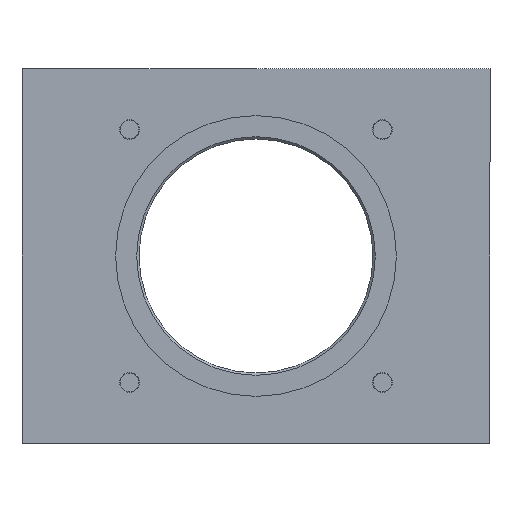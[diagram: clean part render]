
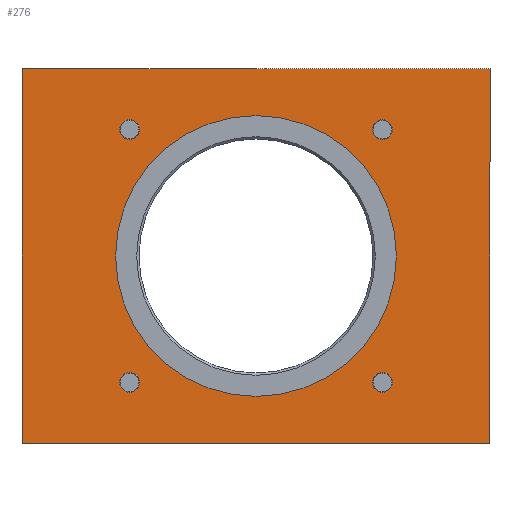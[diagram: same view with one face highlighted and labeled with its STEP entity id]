
A CAD part, front view. The second image highlights one B-rep face of the part: STEP entity #276.
In plain terms, the highlighted planar face has unit normal (0, -1, 0).
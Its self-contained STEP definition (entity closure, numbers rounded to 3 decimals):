
#112 = CARTESIAN_POINT ( 'NONE',  ( 6.987, -6.887, 100. ) ) ;
#168 = CARTESIAN_POINT ( 'NONE',  ( 6.987, -6.887, 70. ) ) ;
#176 = DIRECTION ( 'NONE',  ( 0., 0., 1. ) ) ;
#195 = VERTEX_POINT ( 'NONE', #1005 ) ;
#206 = EDGE_LOOP ( 'NONE', ( #4234, #3469 ) ) ;
#266 = FACE_BOUND ( 'NONE', #409, .T. ) ;
#276 = ADVANCED_FACE ( 'NONE', ( #3170, #2805, #2089, #2132, #3550, #266 ), #1716, .F. ) ;
#303 = CIRCLE ( 'NONE', #1595, 30. ) ;
#396 = ORIENTED_EDGE ( 'NONE', *, *, #3889, .T. ) ;
#403 = VERTEX_POINT ( 'NONE', #2992 ) ;
#409 = EDGE_LOOP ( 'NONE', ( #4140, #1863 ) ) ;
#446 = CIRCLE ( 'NONE', #3897, 2.1 ) ;
#465 = CARTESIAN_POINT ( 'NONE',  ( 33.987, -6.887, 129.1 ) ) ;
#472 = DIRECTION ( 'NONE',  ( 0., 0., 1. ) ) ;
#535 = CARTESIAN_POINT ( 'NONE',  ( -43.013, -6.887, 60. ) ) ;
#544 = CARTESIAN_POINT ( 'NONE',  ( -20.013, -6.887, 73. ) ) ;
#559 = DIRECTION ( 'NONE',  ( 0., 0., 1. ) ) ;
#668 = ORIENTED_EDGE ( 'NONE', *, *, #961, .T. ) ;
#678 = AXIS2_PLACEMENT_3D ( 'NONE', #1180, #4111, #472 ) ;
#749 = VERTEX_POINT ( 'NONE', #1602 ) ;
#750 = DIRECTION ( 'NONE',  ( 0., 1., 0. ) ) ;
#788 = DIRECTION ( 'NONE',  ( 1., 0., 0. ) ) ;
#921 = DIRECTION ( 'NONE',  ( 0., 1., 0. ) ) ;
#924 = EDGE_CURVE ( 'NONE', #403, #1614, #4416, .T. ) ;
#961 = EDGE_CURVE ( 'NONE', #195, #749, #1931, .T. ) ;
#1005 = CARTESIAN_POINT ( 'NONE',  ( -20.013, -6.887, 75.1 ) ) ;
#1044 = CIRCLE ( 'NONE', #1418, 2.1 ) ;
#1064 = AXIS2_PLACEMENT_3D ( 'NONE', #2144, #3229, #4697 ) ;
#1127 = LINE ( 'NONE', #1866, #2354 ) ;
#1180 = CARTESIAN_POINT ( 'NONE',  ( 33.987, -6.887, 73. ) ) ;
#1273 = VERTEX_POINT ( 'NONE', #2847 ) ;
#1335 = ORIENTED_EDGE ( 'NONE', *, *, #3860, .F. ) ;
#1418 = AXIS2_PLACEMENT_3D ( 'NONE', #544, #921, #2793 ) ;
#1470 = DIRECTION ( 'NONE',  ( -1., 0., 0. ) ) ;
#1487 = CARTESIAN_POINT ( 'NONE',  ( 33.987, -6.887, 75.1 ) ) ;
#1507 = VECTOR ( 'NONE', #788, 1000. ) ;
#1510 = AXIS2_PLACEMENT_3D ( 'NONE', #2373, #4171, #559 ) ;
#1528 = CIRCLE ( 'NONE', #4699, 2.1 ) ;
#1529 = EDGE_CURVE ( 'NONE', #4167, #2677, #4201, .T. ) ;
#1557 = CARTESIAN_POINT ( 'NONE',  ( 6.987, -6.887, 130. ) ) ;
#1562 = CARTESIAN_POINT ( 'NONE',  ( -20.013, -6.887, 127. ) ) ;
#1595 = AXIS2_PLACEMENT_3D ( 'NONE', #2958, #750, #2212 ) ;
#1602 = CARTESIAN_POINT ( 'NONE',  ( -20.013, -6.887, 70.9 ) ) ;
#1614 = VERTEX_POINT ( 'NONE', #2074 ) ;
#1650 = CARTESIAN_POINT ( 'NONE',  ( -20.013, -6.887, 127. ) ) ;
#1669 = CARTESIAN_POINT ( 'NONE',  ( -43.013, -6.887, 140. ) ) ;
#1716 = PLANE ( 'NONE',  #3331 ) ;
#1786 = CARTESIAN_POINT ( 'NONE',  ( -43.013, -6.887, 60. ) ) ;
#1795 = EDGE_CURVE ( 'NONE', #1801, #1273, #1904, .T. ) ;
#1801 = VERTEX_POINT ( 'NONE', #465 ) ;
#1856 = CARTESIAN_POINT ( 'NONE',  ( 33.987, -6.887, 70.9 ) ) ;
#1863 = ORIENTED_EDGE ( 'NONE', *, *, #2774, .T. ) ;
#1866 = CARTESIAN_POINT ( 'NONE',  ( 56.987, -6.887, 60. ) ) ;
#1878 = EDGE_CURVE ( 'NONE', #2111, #3956, #1127, .T. ) ;
#1904 = CIRCLE ( 'NONE', #1064, 2.1 ) ;
#1923 = EDGE_CURVE ( 'NONE', #2677, #4167, #446, .T. ) ;
#1931 = CIRCLE ( 'NONE', #4622, 2.1 ) ;
#2074 = CARTESIAN_POINT ( 'NONE',  ( -20.013, -6.887, 129.1 ) ) ;
#2089 = FACE_BOUND ( 'NONE', #3873, .T. ) ;
#2109 = DIRECTION ( 'NONE',  ( 0., 0., 1. ) ) ;
#2111 = VERTEX_POINT ( 'NONE', #4274 ) ;
#2124 = ORIENTED_EDGE ( 'NONE', *, *, #4082, .F. ) ;
#2132 = FACE_BOUND ( 'NONE', #2245, .T. ) ;
#2144 = CARTESIAN_POINT ( 'NONE',  ( 33.987, -6.887, 127. ) ) ;
#2189 = ORIENTED_EDGE ( 'NONE', *, *, #2864, .T. ) ;
#2212 = DIRECTION ( 'NONE',  ( 0., 0., 1. ) ) ;
#2245 = EDGE_LOOP ( 'NONE', ( #3957, #4603 ) ) ;
#2305 = CARTESIAN_POINT ( 'NONE',  ( 33.987, -6.887, 73. ) ) ;
#2342 = ORIENTED_EDGE ( 'NONE', *, *, #3778, .F. ) ;
#2354 = VECTOR ( 'NONE', #4485, 1000. ) ;
#2373 = CARTESIAN_POINT ( 'NONE',  ( 33.987, -6.887, 127. ) ) ;
#2379 = CARTESIAN_POINT ( 'NONE',  ( -20.013, -6.887, 73. ) ) ;
#2405 = DIRECTION ( 'NONE',  ( 0., 1., 0. ) ) ;
#2418 = CARTESIAN_POINT ( 'NONE',  ( -43.013, -6.887, 60. ) ) ;
#2474 = VERTEX_POINT ( 'NONE', #168 ) ;
#2661 = AXIS2_PLACEMENT_3D ( 'NONE', #1650, #4641, #176 ) ;
#2677 = VERTEX_POINT ( 'NONE', #1487 ) ;
#2731 = DIRECTION ( 'NONE',  ( 0., 0., 1. ) ) ;
#2736 = EDGE_LOOP ( 'NONE', ( #668, #2189 ) ) ;
#2752 = VERTEX_POINT ( 'NONE', #1557 ) ;
#2774 = EDGE_CURVE ( 'NONE', #2752, #2474, #3197, .T. ) ;
#2793 = DIRECTION ( 'NONE',  ( 0., 0., 1. ) ) ;
#2805 = FACE_BOUND ( 'NONE', #206, .T. ) ;
#2847 = CARTESIAN_POINT ( 'NONE',  ( 33.987, -6.887, 124.9 ) ) ;
#2854 = ORIENTED_EDGE ( 'NONE', *, *, #1878, .F. ) ;
#2864 = EDGE_CURVE ( 'NONE', #749, #195, #1044, .T. ) ;
#2958 = CARTESIAN_POINT ( 'NONE',  ( 6.987, -6.887, 100. ) ) ;
#2986 = EDGE_LOOP ( 'NONE', ( #2854, #2342, #1335, #2124 ) ) ;
#2992 = CARTESIAN_POINT ( 'NONE',  ( -20.013, -6.887, 124.9 ) ) ;
#3026 = DIRECTION ( 'NONE',  ( 0., 1., 0. ) ) ;
#3118 = EDGE_CURVE ( 'NONE', #2474, #2752, #303, .T. ) ;
#3170 = FACE_BOUND ( 'NONE', #2736, .T. ) ;
#3189 = CARTESIAN_POINT ( 'NONE',  ( 6.987, -6.887, 100. ) ) ;
#3197 = CIRCLE ( 'NONE', #3730, 30. ) ;
#3219 = CARTESIAN_POINT ( 'NONE',  ( 56.987, -6.887, 60. ) ) ;
#3229 = DIRECTION ( 'NONE',  ( 0., 1., 0. ) ) ;
#3310 = LINE ( 'NONE', #1786, #4051 ) ;
#3331 = AXIS2_PLACEMENT_3D ( 'NONE', #3189, #4654, #2109 ) ;
#3469 = ORIENTED_EDGE ( 'NONE', *, *, #924, .T. ) ;
#3470 = ORIENTED_EDGE ( 'NONE', *, *, #1795, .T. ) ;
#3518 = CIRCLE ( 'NONE', #1510, 2.1 ) ;
#3550 = FACE_OUTER_BOUND ( 'NONE', #2986, .T. ) ;
#3590 = VECTOR ( 'NONE', #2731, 1000. ) ;
#3697 = LINE ( 'NONE', #4081, #1507 ) ;
#3730 = AXIS2_PLACEMENT_3D ( 'NONE', #112, #4493, #4421 ) ;
#3778 = EDGE_CURVE ( 'NONE', #4023, #2111, #3697, .T. ) ;
#3860 = EDGE_CURVE ( 'NONE', #4031, #4023, #4558, .T. ) ;
#3873 = EDGE_LOOP ( 'NONE', ( #3470, #396 ) ) ;
#3877 = DIRECTION ( 'NONE',  ( 0., 0., 1. ) ) ;
#3889 = EDGE_CURVE ( 'NONE', #1273, #1801, #3518, .T. ) ;
#3897 = AXIS2_PLACEMENT_3D ( 'NONE', #2305, #3026, #4105 ) ;
#3956 = VERTEX_POINT ( 'NONE', #3219 ) ;
#3957 = ORIENTED_EDGE ( 'NONE', *, *, #1923, .T. ) ;
#4023 = VERTEX_POINT ( 'NONE', #1669 ) ;
#4031 = VERTEX_POINT ( 'NONE', #2418 ) ;
#4051 = VECTOR ( 'NONE', #1470, 1000. ) ;
#4081 = CARTESIAN_POINT ( 'NONE',  ( -43.013, -6.887, 140. ) ) ;
#4082 = EDGE_CURVE ( 'NONE', #3956, #4031, #3310, .T. ) ;
#4096 = DIRECTION ( 'NONE',  ( 0., 0., 1. ) ) ;
#4105 = DIRECTION ( 'NONE',  ( 0., 0., 1. ) ) ;
#4111 = DIRECTION ( 'NONE',  ( 0., 1., 0. ) ) ;
#4140 = ORIENTED_EDGE ( 'NONE', *, *, #3118, .T. ) ;
#4167 = VERTEX_POINT ( 'NONE', #1856 ) ;
#4171 = DIRECTION ( 'NONE',  ( 0., 1., 0. ) ) ;
#4201 = CIRCLE ( 'NONE', #678, 2.1 ) ;
#4234 = ORIENTED_EDGE ( 'NONE', *, *, #4302, .T. ) ;
#4274 = CARTESIAN_POINT ( 'NONE',  ( 56.987, -6.887, 140. ) ) ;
#4302 = EDGE_CURVE ( 'NONE', #1614, #403, #1528, .T. ) ;
#4416 = CIRCLE ( 'NONE', #2661, 2.1 ) ;
#4421 = DIRECTION ( 'NONE',  ( 0., 0., 1. ) ) ;
#4485 = DIRECTION ( 'NONE',  ( 0., 0., -1. ) ) ;
#4493 = DIRECTION ( 'NONE',  ( 0., 1., 0. ) ) ;
#4501 = DIRECTION ( 'NONE',  ( 0., 1., 0. ) ) ;
#4558 = LINE ( 'NONE', #535, #3590 ) ;
#4603 = ORIENTED_EDGE ( 'NONE', *, *, #1529, .T. ) ;
#4622 = AXIS2_PLACEMENT_3D ( 'NONE', #2379, #2405, #3877 ) ;
#4641 = DIRECTION ( 'NONE',  ( 0., 1., 0. ) ) ;
#4654 = DIRECTION ( 'NONE',  ( 0., 1., 0. ) ) ;
#4697 = DIRECTION ( 'NONE',  ( 0., 0., 1. ) ) ;
#4699 = AXIS2_PLACEMENT_3D ( 'NONE', #1562, #4501, #4096 ) ;
